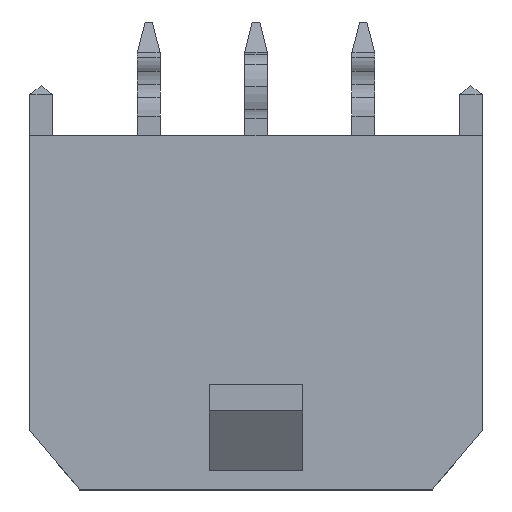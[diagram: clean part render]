
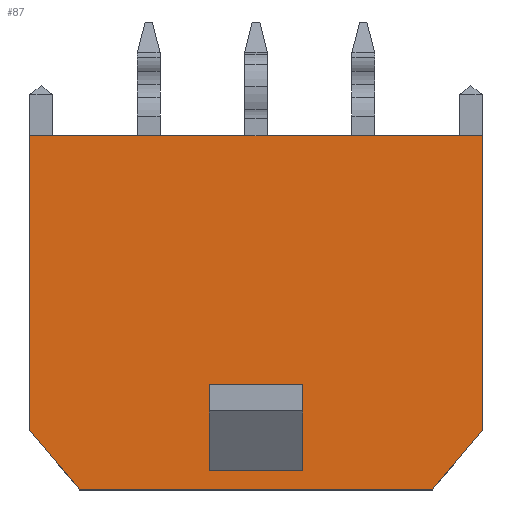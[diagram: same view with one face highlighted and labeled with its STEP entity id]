
A CAD part, top view. The second image highlights one B-rep face of the part: STEP entity #87.
In plain terms, the highlighted planar face has unit normal (0, 0, 1).
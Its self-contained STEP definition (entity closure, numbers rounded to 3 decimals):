
#87=ADVANCED_FACE('',(#293,#294),#295,.T.);
#293=FACE_OUTER_BOUND('',#622,.T.);
#294=FACE_BOUND('',#623,.T.);
#295=PLANE('',#624);
#622=EDGE_LOOP('',(#1246,#1247,#1248,#1249,#1250,#1251));
#623=EDGE_LOOP('',(#1252,#1253,#1254,#1255));
#624=AXIS2_PLACEMENT_3D('',#1256,#1257,#1258);
#1246=ORIENTED_EDGE('',*,*,#2327,.F.);
#1247=ORIENTED_EDGE('',*,*,#2292,.F.);
#1248=ORIENTED_EDGE('',*,*,#2229,.T.);
#1249=ORIENTED_EDGE('',*,*,#2347,.T.);
#1250=ORIENTED_EDGE('',*,*,#2324,.F.);
#1251=ORIENTED_EDGE('',*,*,#2342,.F.);
#1252=ORIENTED_EDGE('',*,*,#2348,.T.);
#1253=ORIENTED_EDGE('',*,*,#2349,.T.);
#1254=ORIENTED_EDGE('',*,*,#2350,.F.);
#1255=ORIENTED_EDGE('',*,*,#2351,.F.);
#1256=CARTESIAN_POINT('',(6.325,9.9,3.86));
#1257=DIRECTION('',(0.,0.0,1.0));
#1258=DIRECTION('',(1.0,-0.0,0.));
#2229=EDGE_CURVE('',#2711,#2709,#2712,.T.);
#2292=EDGE_CURVE('',#2711,#2820,#2821,.T.);
#2324=EDGE_CURVE('',#2880,#2875,#2882,.T.);
#2327=EDGE_CURVE('',#2820,#2883,#2887,.T.);
#2342=EDGE_CURVE('',#2883,#2880,#2916,.T.);
#2347=EDGE_CURVE('',#2709,#2875,#2923,.T.);
#2348=EDGE_CURVE('',#2924,#2925,#2926,.T.);
#2349=EDGE_CURVE('',#2925,#2927,#2928,.T.);
#2350=EDGE_CURVE('',#2929,#2927,#2930,.T.);
#2351=EDGE_CURVE('',#2924,#2929,#2931,.T.);
#2709=VERTEX_POINT('',#3401);
#2711=VERTEX_POINT('',#3404);
#2712=LINE('',#3405,#3406);
#2820=VERTEX_POINT('',#3564);
#2821=LINE('',#3565,#3566);
#2875=VERTEX_POINT('',#3648);
#2880=VERTEX_POINT('',#3655);
#2882=LINE('',#3658,#3659);
#2883=VERTEX_POINT('',#3660);
#2887=LINE('',#3666,#3667);
#2916=LINE('',#3710,#3711);
#2923=LINE('',#3722,#3723);
#2924=VERTEX_POINT('',#3724);
#2925=VERTEX_POINT('',#3725);
#2926=LINE('',#3726,#3727);
#2927=VERTEX_POINT('',#3728);
#2928=LINE('',#3729,#3730);
#2929=VERTEX_POINT('',#3731);
#2930=LINE('',#3732,#3733);
#2931=LINE('',#3734,#3735);
#3401=CARTESIAN_POINT('',(-6.325,9.9,3.86));
#3404=CARTESIAN_POINT('',(6.325,9.9,3.86));
#3405=CARTESIAN_POINT('',(6.325,9.9,3.86));
#3406=VECTOR('',#4293,1.0);
#3564=CARTESIAN_POINT('',(6.325,1.668,3.86));
#3565=CARTESIAN_POINT('',(6.325,9.9,3.86));
#3566=VECTOR('',#4380,1.0);
#3648=CARTESIAN_POINT('',(-6.325,1.668,3.86));
#3655=CARTESIAN_POINT('',(-4.925,0.0,3.86));
#3658=CARTESIAN_POINT('',(-4.925,0.,3.86));
#3659=VECTOR('',#4412,1.0);
#3660=CARTESIAN_POINT('',(4.925,0.0,3.86));
#3666=CARTESIAN_POINT('',(6.325,1.668,3.86));
#3667=VECTOR('',#4415,1.0);
#3710=CARTESIAN_POINT('',(6.325,0.0,3.86));
#3711=VECTOR('',#4430,1.0);
#3722=CARTESIAN_POINT('',(-6.325,9.9,3.86));
#3723=VECTOR('',#4435,1.0);
#3724=CARTESIAN_POINT('',(1.3,0.54,3.86));
#3725=CARTESIAN_POINT('',(-1.3,0.54,3.86));
#3726=CARTESIAN_POINT('',(1.3,0.54,3.86));
#3727=VECTOR('',#4436,1.0);
#3728=CARTESIAN_POINT('',(-1.3,2.95,3.86));
#3729=CARTESIAN_POINT('',(-1.3,0.54,3.86));
#3730=VECTOR('',#4437,1.0);
#3731=CARTESIAN_POINT('',(1.3,2.95,3.86));
#3732=CARTESIAN_POINT('',(1.3,2.95,3.86));
#3733=VECTOR('',#4438,1.0);
#3734=CARTESIAN_POINT('',(1.3,0.54,3.86));
#3735=VECTOR('',#4439,1.0);
#4293=DIRECTION('',(-1.0,0.0,0.));
#4380=DIRECTION('',(0.0,-1.0,0.0));
#4412=DIRECTION('',(-0.643,0.766,0.));
#4415=DIRECTION('',(-0.643,-0.766,0.));
#4430=DIRECTION('',(-1.0,0.0,0.));
#4435=DIRECTION('',(0.0,-1.0,0.0));
#4436=DIRECTION('',(-1.0,0.0,0.0));
#4437=DIRECTION('',(0.0,1.0,0.));
#4438=DIRECTION('',(-1.0,0.0,0.0));
#4439=DIRECTION('',(0.0,1.0,0.));
